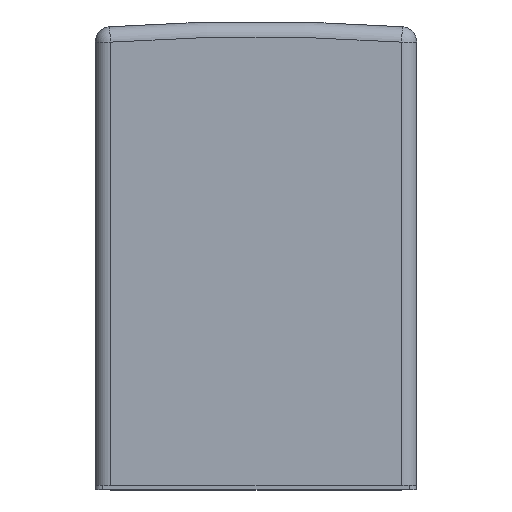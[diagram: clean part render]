
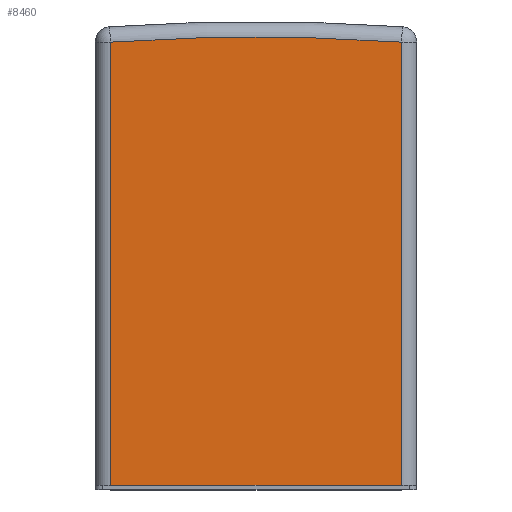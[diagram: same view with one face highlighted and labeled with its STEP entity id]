
A CAD part, top view. The second image highlights one B-rep face of the part: STEP entity #8460.
In plain terms, the highlighted planar face has unit normal (0, 0, 1).
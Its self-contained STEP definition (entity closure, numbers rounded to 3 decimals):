
#7750=CARTESIAN_POINT('',(0.75,-20.3,128.5));
#7760=VERTEX_POINT('',#7750);
#7790=CARTESIAN_POINT('',(10.15,-20.3,128.5));
#7800=DIRECTION('',(1.,0.,0.));
#7810=VECTOR('',#7800,1.);
#7820=LINE('',#7790,#7810);
#7830=CARTESIAN_POINT('',(19.55,-20.3,128.5));
#7840=VERTEX_POINT('',#7830);
#7850=EDGE_CURVE('',#7760,#7840,#7820,.T.);
#8150=CARTESIAN_POINT('',(9.552,8.583,128.5));
#8160=DIRECTION('',(0.,0.,1.));
#8170=DIRECTION('',(1.,0.,0.));
#8180=AXIS2_PLACEMENT_3D('',#8150,#8160,#8170);
#8190=PLANE('',#8180);
#8200=ORIENTED_EDGE('',*,*,#7850,.T.);
#8210=CARTESIAN_POINT('',(0.75,8.583,128.5));
#8220=DIRECTION('',(0.,-1.,0.));
#8230=VECTOR('',#8220,1.);
#8240=LINE('',#8210,#8230);
#8250=CARTESIAN_POINT('',(0.75,8.358,128.5));
#8260=VERTEX_POINT('',#8250);
#8270=EDGE_CURVE('',#8260,#7760,#8240,.T.);
#8280=ORIENTED_EDGE('',*,*,#8270,.T.);
#8290=CARTESIAN_POINT('',(10.15,-120.7,128.5));
#8300=DIRECTION('',(0.,0.,1.));
#8310=DIRECTION('',(1.,0.,0.));
#8320=AXIS2_PLACEMENT_3D('',#8290,#8300,#8310);
#8330=CIRCLE('',#8320,129.4);
#8340=CARTESIAN_POINT('',(19.55,8.358,128.5));
#8350=VERTEX_POINT('',#8340);
#8360=EDGE_CURVE('',#8350,#8260,#8330,.T.);
#8370=ORIENTED_EDGE('',*,*,#8360,.T.);
#8380=CARTESIAN_POINT('',(19.55,8.583,128.5));
#8390=DIRECTION('',(0.,1.,0.));
#8400=VECTOR('',#8390,1.);
#8410=LINE('',#8380,#8400);
#8420=EDGE_CURVE('',#7840,#8350,#8410,.T.);
#8430=ORIENTED_EDGE('',*,*,#8420,.T.);
#8440=EDGE_LOOP('',(#8430,#8370,#8280,#8200));
#8450=FACE_OUTER_BOUND('',#8440,.T.);
#8460=ADVANCED_FACE('',(#8450),#8190,.T.);
